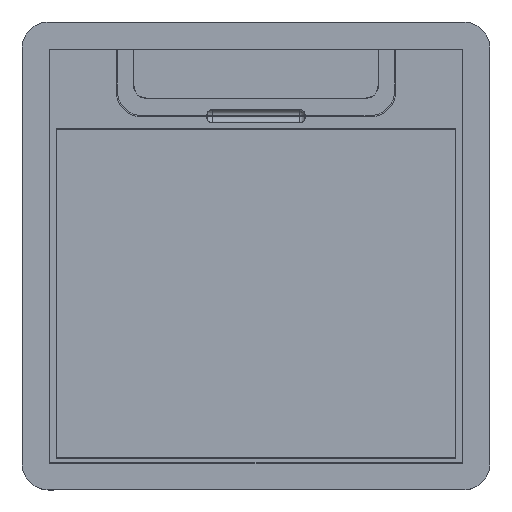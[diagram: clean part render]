
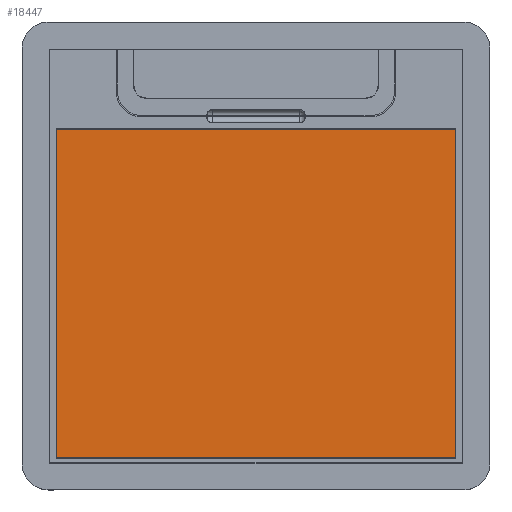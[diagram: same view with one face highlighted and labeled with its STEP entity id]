
A CAD part, top view. The second image highlights one B-rep face of the part: STEP entity #18447.
In plain terms, the highlighted planar face has unit normal (0, 0, 1).
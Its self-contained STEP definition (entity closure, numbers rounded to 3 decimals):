
#17942=CARTESIAN_POINT('Vertex',(-122.974,122.,5.1)) ;
#17945=CARTESIAN_POINT('Line Origine',(-22.77,122.,5.1)) ;
#17949=CARTESIAN_POINT('Vertex',(77.433,122.,5.1)) ;
#18005=CARTESIAN_POINT('Vertex',(77.433,-122.,5.1)) ;
#18008=CARTESIAN_POINT('Line Origine',(-22.77,-122.,5.1)) ;
#18012=CARTESIAN_POINT('Vertex',(-122.974,-122.,5.1)) ;
#18033=CARTESIAN_POINT('Line Origine',(-122.974,0.,5.1)) ;
#18431=CARTESIAN_POINT('Axis2P3D Location',(54.933,0.,5.1)) ;
#18436=CARTESIAN_POINT('Line Origine',(77.433,0.,5.1)) ;
#17946=DIRECTION('Vector Direction',(-1.,0.,0.)) ;
#18009=DIRECTION('Vector Direction',(-1.,0.,0.)) ;
#18034=DIRECTION('Vector Direction',(0.,-1.,0.)) ;
#18432=DIRECTION('Axis2P3D Direction',(0.,0.,1.)) ;
#18433=DIRECTION('Axis2P3D XDirection',(-1.,0.,0.)) ;
#18437=DIRECTION('Vector Direction',(0.,-1.,0.)) ;
#18434=AXIS2_PLACEMENT_3D('Plane Axis2P3D',#18431,#18432,#18433) ;
#18442=ORIENTED_EDGE('',*,*,#18014,.F.) ;
#18443=ORIENTED_EDGE('',*,*,#18440,.F.) ;
#18444=ORIENTED_EDGE('',*,*,#17951,.T.) ;
#18445=ORIENTED_EDGE('',*,*,#18037,.T.) ;
#17947=VECTOR('Line Direction',#17946,1.) ;
#18010=VECTOR('Line Direction',#18009,1.) ;
#18035=VECTOR('Line Direction',#18034,1.) ;
#18438=VECTOR('Line Direction',#18437,1.) ;
#18447=ADVANCED_FACE('Corps de pi\X2\00E8\X0\ce.2',(#18446),#18435,.T.) ;
#17951=EDGE_CURVE('',#17950,#17943,#17948,.T.) ;
#18014=EDGE_CURVE('',#18006,#18013,#18011,.T.) ;
#18037=EDGE_CURVE('',#17943,#18013,#18036,.T.) ;
#18440=EDGE_CURVE('',#17950,#18006,#18439,.T.) ;
#18441=EDGE_LOOP('',(#18442,#18443,#18444,#18445)) ;
#18446=FACE_OUTER_BOUND('',#18441,.T.) ;
#17948=LINE('Line',#17945,#17947) ;
#18011=LINE('Line',#18008,#18010) ;
#18036=LINE('Line',#18033,#18035) ;
#18439=LINE('Line',#18436,#18438) ;
#18435=PLANE('',#18434) ;
#17943=VERTEX_POINT('',#17942) ;
#17950=VERTEX_POINT('',#17949) ;
#18006=VERTEX_POINT('',#18005) ;
#18013=VERTEX_POINT('',#18012) ;
